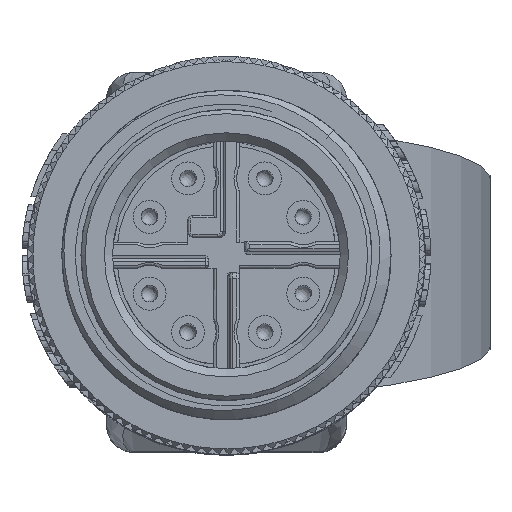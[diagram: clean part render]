
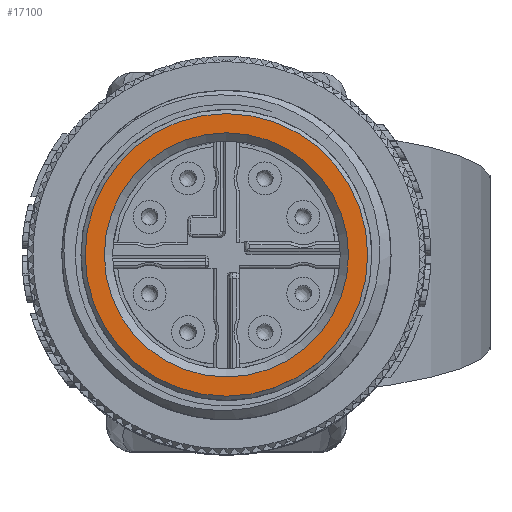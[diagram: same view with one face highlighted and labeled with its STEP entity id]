
A CAD part, top view. The second image highlights one B-rep face of the part: STEP entity #17100.
In plain terms, the highlighted face is planar.
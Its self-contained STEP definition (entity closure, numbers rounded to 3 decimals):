
#1154 = DIRECTION ( 'NONE',  ( 0., 0., 1. ) ) ;
#2833 = EDGE_LOOP ( 'NONE', ( #12424 ) ) ;
#4440 = EDGE_CURVE ( 'NONE', #21453, #21453, #13194, .T. ) ;
#6441 = EDGE_CURVE ( 'NONE', #20145, #20145, #49216, .T. ) ;
#7844 = AXIS2_PLACEMENT_3D ( 'NONE', #30638, #14021, #43362 ) ;
#10121 = ORIENTED_EDGE ( 'NONE', *, *, #4440, .T. ) ;
#12424 = ORIENTED_EDGE ( 'NONE', *, *, #6441, .T. ) ;
#12834 = AXIS2_PLACEMENT_3D ( 'NONE', #39592, #14495, #43839 ) ;
#13194 = CIRCLE ( 'NONE', #12834, 4.45 ) ;
#13581 = CARTESIAN_POINT ( 'NONE',  ( 0., 0., 5.15 ) ) ;
#14021 = DIRECTION ( 'NONE',  ( 0., 1., 0. ) ) ;
#14334 = EDGE_LOOP ( 'NONE', ( #10121 ) ) ;
#14495 = DIRECTION ( 'NONE',  ( 0., -1., 0. ) ) ;
#17100 = ADVANCED_FACE ( 'NONE', ( #21755, #54004 ), #39101, .T. ) ;
#20145 = VERTEX_POINT ( 'NONE', #13581 ) ;
#21453 = VERTEX_POINT ( 'NONE', #30195 ) ;
#21755 = FACE_BOUND ( 'NONE', #14334, .T. ) ;
#25949 = DIRECTION ( 'NONE',  ( 0., 1., 0. ) ) ;
#29783 = AXIS2_PLACEMENT_3D ( 'NONE', #51233, #25949, #1154 ) ;
#30195 = CARTESIAN_POINT ( 'NONE',  ( 0., 0., 4.45 ) ) ;
#30638 = CARTESIAN_POINT ( 'NONE',  ( 0., 0., 0. ) ) ;
#39101 = PLANE ( 'NONE',  #7844 ) ;
#39592 = CARTESIAN_POINT ( 'NONE',  ( 0., 0., 0. ) ) ;
#43362 = DIRECTION ( 'NONE',  ( 0., 0., 1. ) ) ;
#43839 = DIRECTION ( 'NONE',  ( 0., 0., 1. ) ) ;
#49216 = CIRCLE ( 'NONE', #29783, 5.15 ) ;
#51233 = CARTESIAN_POINT ( 'NONE',  ( 0., 0., 0. ) ) ;
#54004 = FACE_OUTER_BOUND ( 'NONE', #2833, .T. ) ;
